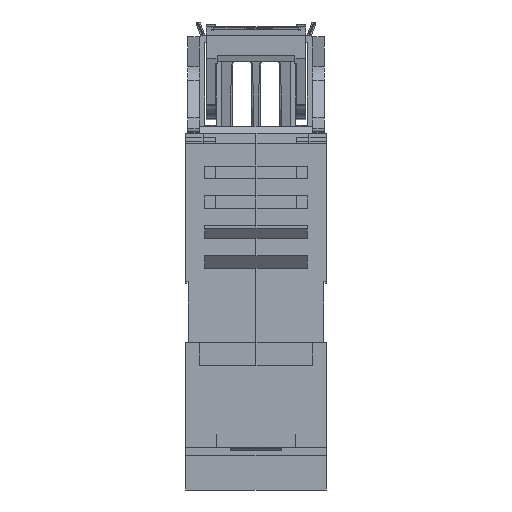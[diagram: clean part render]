
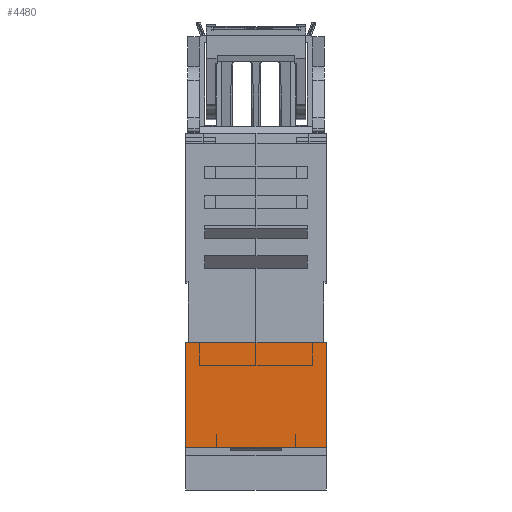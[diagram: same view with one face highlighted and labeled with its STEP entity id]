
A CAD part, left-side view. The second image highlights one B-rep face of the part: STEP entity #4480.
In plain terms, the highlighted planar face has unit normal (-1, 0, -0.018).
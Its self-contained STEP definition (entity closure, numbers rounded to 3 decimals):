
#406=DIRECTION('',(0.,-1.,0.));
#407=VECTOR('',#406,49.6);
#408=CARTESIAN_POINT('',(-264.013,24.8,0.));
#409=LINE('',#408,#407);
#420=DIRECTION('',(0.018,0.,-1.));
#421=VECTOR('',#420,36.806);
#422=CARTESIAN_POINT('',(-264.693,24.8,36.8));
#423=LINE('',#422,#421);
#441=DIRECTION('',(0.,-1.,0.));
#442=VECTOR('',#441,49.6);
#443=CARTESIAN_POINT('',(-264.693,24.8,36.8));
#444=LINE('',#443,#442);
#455=DIRECTION('',(-0.018,0.,1.));
#456=VECTOR('',#455,36.806);
#457=CARTESIAN_POINT('',(-264.013,-24.8,0.));
#458=LINE('',#457,#456);
#3499=CARTESIAN_POINT('',(-264.013,24.8,0.));
#3501=VERTEX_POINT('',#3499);
#3502=CARTESIAN_POINT('',(-264.013,-24.8,0.));
#3503=VERTEX_POINT('',#3502);
#3752=CARTESIAN_POINT('',(-264.693,24.8,36.8));
#3753=VERTEX_POINT('',#3752);
#3764=CARTESIAN_POINT('',(-264.693,-24.8,36.8));
#3765=VERTEX_POINT('',#3764);
#4467=CARTESIAN_POINT('',(-264.013,0.,0.));
#4468=DIRECTION('',(-1.,0.,-0.018));
#4469=DIRECTION('',(-0.018,0.,1.));
#4470=AXIS2_PLACEMENT_3D('',#4467,#4468,#4469);
#4471=PLANE('',#4470);
#4473=ORIENTED_EDGE('',*,*,#4472,.F.);
#4474=ORIENTED_EDGE('',*,*,#4176,.F.);
#4475=ORIENTED_EDGE('',*,*,#4449,.F.);
#4477=ORIENTED_EDGE('',*,*,#4476,.T.);
#4478=EDGE_LOOP('',(#4473,#4474,#4475,#4477));
#4479=FACE_OUTER_BOUND('',#4478,.F.);
#4176=EDGE_CURVE('',#3501,#3503,#409,.T.);
#4449=EDGE_CURVE('',#3753,#3501,#423,.T.);
#4472=EDGE_CURVE('',#3503,#3765,#458,.T.);
#4476=EDGE_CURVE('',#3753,#3765,#444,.T.);
#4480=ADVANCED_FACE('',(#4479),#4471,.T.);
